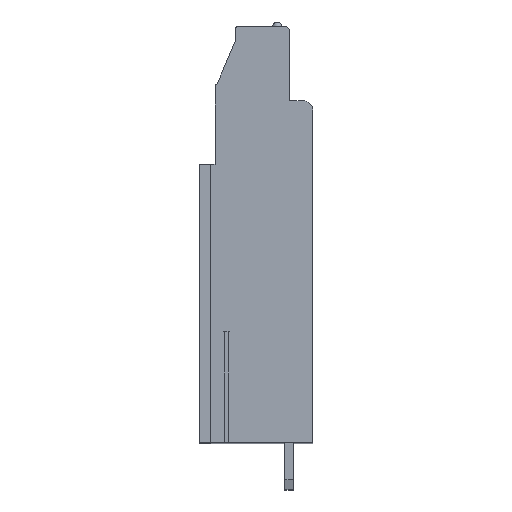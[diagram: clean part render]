
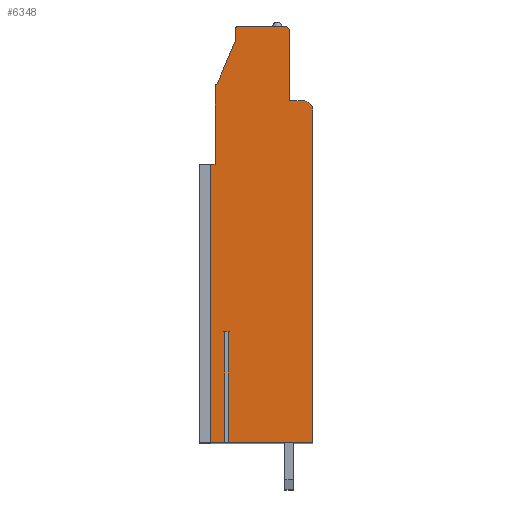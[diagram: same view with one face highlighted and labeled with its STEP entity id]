
A CAD part, top view. The second image highlights one B-rep face of the part: STEP entity #6348.
In plain terms, the highlighted planar face has unit normal (0, 0, 1).
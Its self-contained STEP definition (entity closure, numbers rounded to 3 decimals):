
#13=DIRECTION('',(0.,1.,0.));
#14=VECTOR('',#13,30.);
#15=CARTESIAN_POINT('',(-5.16,-17.199,58.42));
#16=LINE('',#15,#14);
#17=DIRECTION('',(-1.,0.,0.));
#18=VECTOR('',#17,0.5);
#19=CARTESIAN_POINT('',(-4.66,12.801,58.42));
#20=LINE('',#19,#18);
#21=DIRECTION('',(0.,-1.,0.));
#22=VECTOR('',#21,8.4);
#23=CARTESIAN_POINT('',(-4.66,21.201,58.42));
#24=LINE('',#23,#22);
#25=CARTESIAN_POINT('',(-4.46,21.201,58.42));
#26=DIRECTION('',(0.,0.,1.));
#27=DIRECTION('',(0.,1.,0.));
#28=AXIS2_PLACEMENT_3D('',#25,#26,#27);
#30=DIRECTION('',(-0.392,-0.92,0.));
#31=VECTOR('',#30,5.108);
#32=CARTESIAN_POINT('',(-2.46,26.101,58.42));
#33=LINE('',#32,#31);
#34=DIRECTION('',(0.,-1.,0.));
#35=VECTOR('',#34,1.2);
#36=CARTESIAN_POINT('',(-2.46,27.301,58.42));
#37=LINE('',#36,#35);
#38=CARTESIAN_POINT('',(-2.16,27.301,58.42));
#39=DIRECTION('',(0.,0.,1.));
#40=DIRECTION('',(0.,1.,0.));
#41=AXIS2_PLACEMENT_3D('',#38,#39,#40);
#43=DIRECTION('',(-1.,0.,0.));
#44=VECTOR('',#43,5.);
#45=CARTESIAN_POINT('',(2.84,27.601,58.42));
#46=LINE('',#45,#44);
#47=CARTESIAN_POINT('',(2.84,27.101,58.42));
#48=DIRECTION('',(0.,0.,1.));
#49=DIRECTION('',(1.,0.,0.));
#50=AXIS2_PLACEMENT_3D('',#47,#48,#49);
#52=DIRECTION('',(0.,1.,0.));
#53=VECTOR('',#52,7.5);
#54=CARTESIAN_POINT('',(3.34,19.601,58.42));
#55=LINE('',#54,#53);
#56=DIRECTION('',(-1.,0.,0.));
#57=VECTOR('',#56,1.5);
#58=CARTESIAN_POINT('',(4.84,19.601,58.42));
#59=LINE('',#58,#57);
#60=CARTESIAN_POINT('',(4.84,18.601,58.42));
#61=DIRECTION('',(0.,0.,1.));
#62=DIRECTION('',(1.,0.,0.));
#63=AXIS2_PLACEMENT_3D('',#60,#61,#62);
#65=DIRECTION('',(0.,1.,0.));
#66=VECTOR('',#65,35.8);
#67=CARTESIAN_POINT('',(5.84,-17.199,58.42));
#68=LINE('',#67,#66);
#69=DIRECTION('',(1.,0.,0.));
#70=VECTOR('',#69,9.11);
#71=CARTESIAN_POINT('',(-3.27,-17.199,58.42));
#72=LINE('',#71,#70);
#73=DIRECTION('',(0.,1.,0.));
#74=VECTOR('',#73,11.95);
#75=CARTESIAN_POINT('',(-3.27,-17.199,58.42));
#76=LINE('',#75,#74);
#77=DIRECTION('',(-1.,0.,0.));
#78=VECTOR('',#77,0.38);
#79=CARTESIAN_POINT('',(-3.27,-5.249,58.42));
#80=LINE('',#79,#78);
#81=DIRECTION('',(0.,1.,0.));
#82=VECTOR('',#81,11.95);
#83=CARTESIAN_POINT('',(-3.65,-17.199,58.42));
#84=LINE('',#83,#82);
#85=DIRECTION('',(1.,0.,0.));
#86=VECTOR('',#85,1.51);
#87=CARTESIAN_POINT('',(-5.16,-17.199,58.42));
#88=LINE('',#87,#86);
#4861=CARTESIAN_POINT('',(5.84,-17.199,58.42));
#4862=CARTESIAN_POINT('',(5.84,18.601,58.42));
#4863=VERTEX_POINT('',#4861);
#4864=VERTEX_POINT('',#4862);
#4865=CARTESIAN_POINT('',(4.84,19.601,58.42));
#4866=VERTEX_POINT('',#4865);
#4867=CARTESIAN_POINT('',(3.34,19.601,58.42));
#4868=VERTEX_POINT('',#4867);
#4869=CARTESIAN_POINT('',(3.34,27.101,58.42));
#4870=VERTEX_POINT('',#4869);
#4871=CARTESIAN_POINT('',(2.84,27.601,58.42));
#4872=VERTEX_POINT('',#4871);
#4873=CARTESIAN_POINT('',(-2.16,27.601,58.42));
#4874=VERTEX_POINT('',#4873);
#4875=CARTESIAN_POINT('',(-2.46,27.301,58.42));
#4876=VERTEX_POINT('',#4875);
#4877=CARTESIAN_POINT('',(-2.46,26.101,58.42));
#4878=VERTEX_POINT('',#4877);
#4879=CARTESIAN_POINT('',(-4.46,21.401,58.42));
#4880=VERTEX_POINT('',#4879);
#4881=CARTESIAN_POINT('',(-4.66,21.201,58.42));
#4882=VERTEX_POINT('',#4881);
#4883=CARTESIAN_POINT('',(-4.66,12.801,58.42));
#4884=VERTEX_POINT('',#4883);
#4997=CARTESIAN_POINT('',(-3.27,-5.249,58.42));
#4998=CARTESIAN_POINT('',(-3.65,-5.249,58.42));
#4999=VERTEX_POINT('',#4997);
#5000=VERTEX_POINT('',#4998);
#5001=CARTESIAN_POINT('',(-3.27,-17.199,58.42));
#5002=VERTEX_POINT('',#5001);
#5003=CARTESIAN_POINT('',(-3.65,-17.199,58.42));
#5004=VERTEX_POINT('',#5003);
#5013=CARTESIAN_POINT('',(-5.16,-17.199,58.42));
#5014=CARTESIAN_POINT('',(-5.16,12.801,58.42));
#5015=VERTEX_POINT('',#5013);
#5016=VERTEX_POINT('',#5014);
#6305=CARTESIAN_POINT('',(0.,0.,58.42));
#6306=DIRECTION('',(0.,0.,1.));
#6307=DIRECTION('',(1.,0.,0.));
#6308=AXIS2_PLACEMENT_3D('',#6305,#6306,#6307);
#6309=PLANE('',#6308);
#6311=ORIENTED_EDGE('',*,*,#6310,.T.);
#6313=ORIENTED_EDGE('',*,*,#6312,.F.);
#6315=ORIENTED_EDGE('',*,*,#6314,.F.);
#6317=ORIENTED_EDGE('',*,*,#6316,.F.);
#6319=ORIENTED_EDGE('',*,*,#6318,.F.);
#6321=ORIENTED_EDGE('',*,*,#6320,.F.);
#6323=ORIENTED_EDGE('',*,*,#6322,.F.);
#6325=ORIENTED_EDGE('',*,*,#6324,.F.);
#6327=ORIENTED_EDGE('',*,*,#6326,.F.);
#6329=ORIENTED_EDGE('',*,*,#6328,.F.);
#6331=ORIENTED_EDGE('',*,*,#6330,.F.);
#6333=ORIENTED_EDGE('',*,*,#6332,.F.);
#6335=ORIENTED_EDGE('',*,*,#6334,.F.);
#6337=ORIENTED_EDGE('',*,*,#6336,.F.);
#6339=ORIENTED_EDGE('',*,*,#6338,.T.);
#6341=ORIENTED_EDGE('',*,*,#6340,.T.);
#6343=ORIENTED_EDGE('',*,*,#6342,.F.);
#6345=ORIENTED_EDGE('',*,*,#6344,.F.);
#6346=EDGE_LOOP('',(#6311,#6313,#6315,#6317,#6319,#6321,#6323,#6325,#6327,#6329,
#6331,#6333,#6335,#6337,#6339,#6341,#6343,#6345));
#6347=FACE_OUTER_BOUND('',#6346,.F.);
#29=CIRCLE('',#28,0.2);
#42=CIRCLE('',#41,0.3);
#51=CIRCLE('',#50,0.5);
#64=CIRCLE('',#63,1.);
#6310=EDGE_CURVE('',#5015,#5016,#16,.T.);
#6312=EDGE_CURVE('',#4884,#5016,#20,.T.);
#6314=EDGE_CURVE('',#4882,#4884,#24,.T.);
#6316=EDGE_CURVE('',#4880,#4882,#29,.T.);
#6318=EDGE_CURVE('',#4878,#4880,#33,.T.);
#6320=EDGE_CURVE('',#4876,#4878,#37,.T.);
#6322=EDGE_CURVE('',#4874,#4876,#42,.T.);
#6324=EDGE_CURVE('',#4872,#4874,#46,.T.);
#6326=EDGE_CURVE('',#4870,#4872,#51,.T.);
#6328=EDGE_CURVE('',#4868,#4870,#55,.T.);
#6330=EDGE_CURVE('',#4866,#4868,#59,.T.);
#6332=EDGE_CURVE('',#4864,#4866,#64,.T.);
#6334=EDGE_CURVE('',#4863,#4864,#68,.T.);
#6336=EDGE_CURVE('',#5002,#4863,#72,.T.);
#6338=EDGE_CURVE('',#5002,#4999,#76,.T.);
#6340=EDGE_CURVE('',#4999,#5000,#80,.T.);
#6342=EDGE_CURVE('',#5004,#5000,#84,.T.);
#6344=EDGE_CURVE('',#5015,#5004,#88,.T.);
#6348=ADVANCED_FACE('',(#6347),#6309,.T.);
